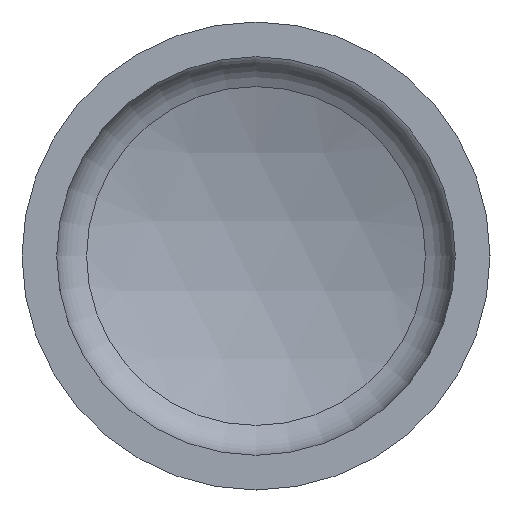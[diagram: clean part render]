
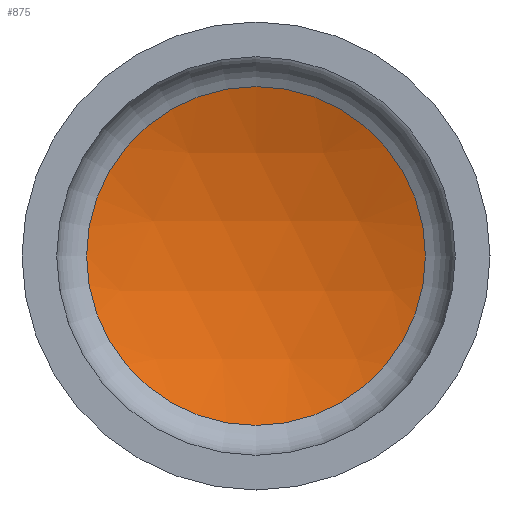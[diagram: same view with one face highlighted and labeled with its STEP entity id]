
A CAD part, front view. The second image highlights one B-rep face of the part: STEP entity #875.
In plain terms, the highlighted spherical face has radius 33.7 mm.
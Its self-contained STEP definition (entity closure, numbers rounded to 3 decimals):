
#875 = ADVANCED_FACE ( 'NONE', ( #10868 ), #3904, .F. ) ;
#1624 = DIRECTION ( 'NONE',  ( -1., 0., 0. ) ) ;
#2623 = DIRECTION ( 'NONE',  ( 0., 1., 0. ) ) ;
#2732 = CARTESIAN_POINT ( 'NONE',  ( -12.2, 15.214, 0. ) ) ;
#3387 = CARTESIAN_POINT ( 'NONE',  ( 0., -16.2, 0. ) ) ;
#3610 = AXIS2_PLACEMENT_3D ( 'NONE', #6276, #2623, #1624 ) ;
#3904 = SPHERICAL_SURFACE ( 'NONE', #14189, 33.7 ) ;
#4301 = EDGE_LOOP ( 'NONE', ( #6166 ) ) ;
#4547 = DIRECTION ( 'NONE',  ( 1., 0., 0. ) ) ;
#6166 = ORIENTED_EDGE ( 'NONE', *, *, #10218, .F. ) ;
#6256 = VERTEX_POINT ( 'NONE', #2732 ) ;
#6276 = CARTESIAN_POINT ( 'NONE',  ( 0., 15.214, 0. ) ) ;
#10218 = EDGE_CURVE ( 'NONE', #6256, #6256, #10492, .T. ) ;
#10492 = CIRCLE ( 'NONE', #3610, 12.2 ) ;
#10868 = FACE_OUTER_BOUND ( 'NONE', #4301, .T. ) ;
#11329 = DIRECTION ( 'NONE',  ( 0., 0., -1. ) ) ;
#14189 = AXIS2_PLACEMENT_3D ( 'NONE', #3387, #11329, #4547 ) ;
